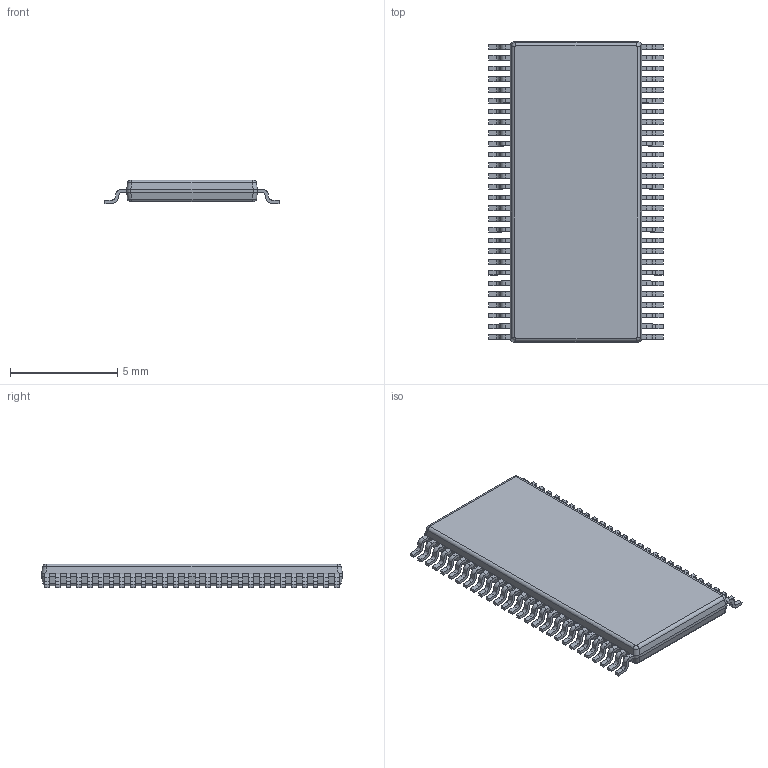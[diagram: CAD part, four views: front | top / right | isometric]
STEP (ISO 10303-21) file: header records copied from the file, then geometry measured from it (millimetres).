
FILE_DESCRIPTION( ( '' ), ' ' );
FILE_NAME( '5ad4c6b596b5780ebb094da1.step', '2018-04-16T15:52:22', ( '' ), ( '' ), ' ', ' ', ' ' );
FILE_SCHEMA( ( 'AUTOMOTIVE_DESIGN { 1 0 10303 214 1 1 1 1 }' ) );
Length unit declared in the file: metre
Products named in the file (57): Open CASCADE STEP translator 6.8 60; Open CASCADE STEP translator 6.8 59; Open CASCADE STEP translator 6.8 58; Open CASCADE STEP translator 6.8 57; Open CASCADE STEP translator 6.8 56; Open CASCADE STEP translator 6.8 55; Open CASCADE STEP translator 6.8 54; Open CASCADE STEP translator 6.8 53; Open CASCADE STEP translator 6.8 52; Open CASCADE STEP translator 6.8 51; Open CASCADE STEP translator 6.8 50; Open CASCADE STEP translator 6.8 49; Open CASCADE STEP translator 6.8 48; Open CASCADE STEP translator 6.8 47; Open CASCADE STEP translator 6.8 46; Open CASCADE STEP translator 6.8 45; Open CASCADE STEP translator 6.8 44; Open CASCADE STEP translator 6.8 43; Open CASCADE STEP translator 6.8 42; Open CASCADE STEP translator 6.8 41; Open CASCADE STEP translator 6.8 40; Open CASCADE STEP translator 6.8 39; Open CASCADE STEP translator 6.8 38; Open CASCADE STEP translator 6.8 37; Open CASCADE STEP translator 6.8 36; Open CASCADE STEP translator 6.8 35; Open CASCADE STEP translator 6.8 34; Open CASCADE STEP translator 6.8 33; Open CASCADE STEP translator 6.8 32; Open CASCADE STEP translator 6.8 31; Open CASCADE STEP translator 6.8 30; Open CASCADE STEP translator 6.8 29; Open CASCADE STEP translator 6.8 28; Open CASCADE STEP translator 6.8 27; Open CASCADE STEP translator 6.8 26; Open CASCADE STEP translator 6.8 25; Open CASCADE STEP translator 6.8 24; Open CASCADE STEP translator 6.8 23; Open CASCADE STEP translator 6.8 22; Open CASCADE STEP translator 6.8 21 ...
Bounding box: 8.12 x 14 x 1.1 mm (x, y, z)
Volume: 86.3 mm3; surface area: 259.6 mm2
Topology: 57 solids, 57 shells, 834 faces, 2128 edges, 1408 vertices
Faces by surface type: plane 582, cylinder 244, revolution 8
Entity records: 43200 total; most frequent: CARTESIAN_POINT 4715, DIRECTION 4350, ORIENTED_EDGE 4256, STYLED_ITEM 2962, PRESENTATION_STYLE_ASSIGNMENT 2962, COLOUR_RGB 2962, EDGE_CURVE 2128, CURVE_STYLE 2128
